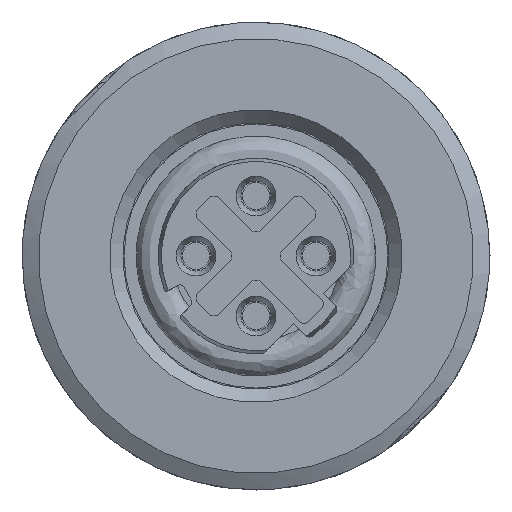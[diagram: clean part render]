
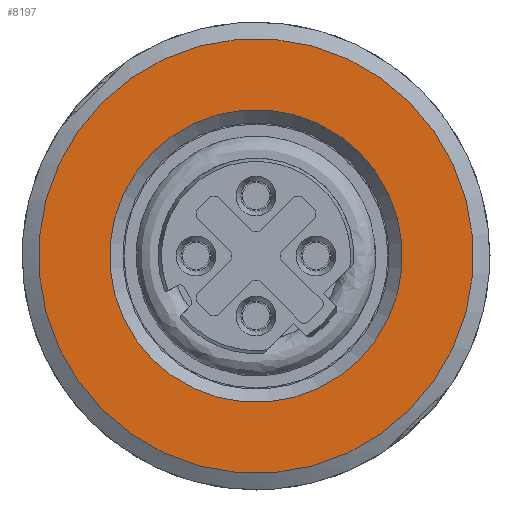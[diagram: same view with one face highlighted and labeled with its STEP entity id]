
A CAD part, front view. The second image highlights one B-rep face of the part: STEP entity #8197.
In plain terms, the highlighted planar face has unit normal (0, -1, 0).
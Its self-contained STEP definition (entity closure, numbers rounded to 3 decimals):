
#6375=FACE_BOUND('',#10625,.T.);
#6376=FACE_BOUND('',#10626,.T.);
#8197=ADVANCED_FACE('',(#6375,#6376),#8947,.T.);
#8947=PLANE('',#25447);
#10625=EDGE_LOOP('',(#16252));
#10626=EDGE_LOOP('',(#16253));
#16252=ORIENTED_EDGE('',*,*,#21701,.T.);
#16253=ORIENTED_EDGE('',*,*,#21702,.F.);
#19491=VERTEX_POINT('',#38680);
#19492=VERTEX_POINT('',#38683);
#21701=EDGE_CURVE('',#19491,#19491,#23119,.T.);
#21702=EDGE_CURVE('',#19492,#19492,#23120,.T.);
#23119=CIRCLE('',#25444,6.1);
#23120=CIRCLE('',#25446,9.057);
#25444=AXIS2_PLACEMENT_3D('',#38679,#28452,#28453);
#25446=AXIS2_PLACEMENT_3D('',#38682,#28456,#28457);
#25447=AXIS2_PLACEMENT_3D('',#38684,#28458,#28459);
#28452=DIRECTION('',(0.,1.,0.));
#28453=DIRECTION('',(-0.707,0.,0.707));
#28456=DIRECTION('',(0.,1.,0.));
#28457=DIRECTION('',(-0.707,0.,-0.707));
#28458=DIRECTION('',(0.,-1.,0.));
#28459=DIRECTION('',(0.707,0.,0.707));
#38679=CARTESIAN_POINT('',(64.547,44.112,39.764));
#38680=CARTESIAN_POINT('',(60.234,44.112,44.078));
#38682=CARTESIAN_POINT('',(64.547,44.112,39.764));
#38683=CARTESIAN_POINT('',(58.143,44.112,33.36));
#38684=CARTESIAN_POINT('',(64.547,44.112,25.675));
